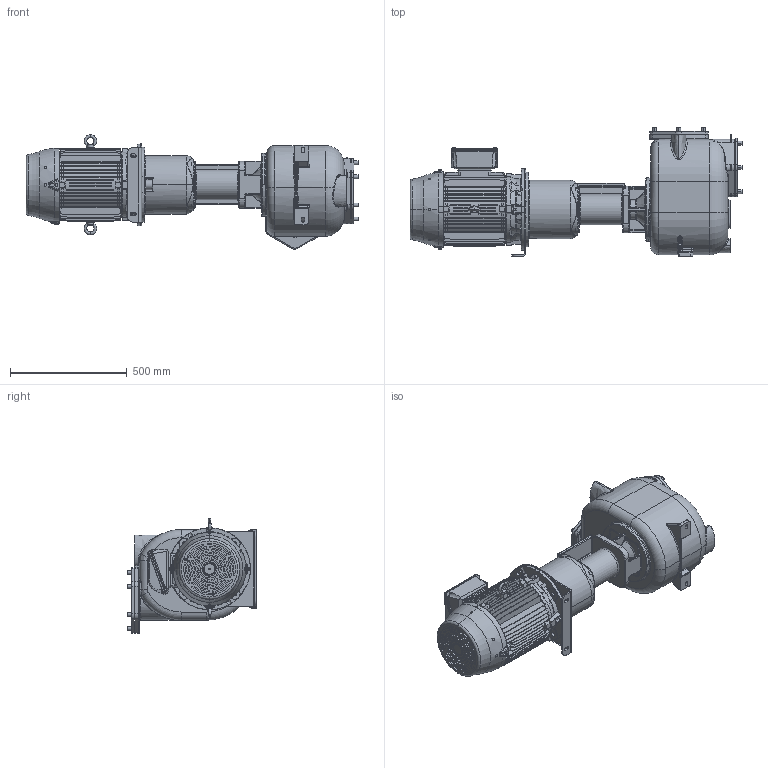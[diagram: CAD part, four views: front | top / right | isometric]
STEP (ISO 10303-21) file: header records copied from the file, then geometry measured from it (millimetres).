
FILE_DESCRIPTION((''),'2;1');
FILE_NAME('S150_BBT','2014-04-16T',('Amenduni'),(''),'PRO/ENGINEER BY PARAMETRIC TECHNOLOGY CORPORATION, 2013410','PRO/ENGINEER BY PARAMETRIC TECHNOLOGY CORPORATION, 2013410','');
FILE_SCHEMA(('CONFIG_CONTROL_DESIGN'));
Products named in the file (1): S150_BBT
Bounding box: 1419.75 x 550 x 489.3 mm (x, y, z)
Volume: 100120166.4 mm3; surface area: 3398274.9 mm2
Topology: 2 solids, 3 shells, 2956 faces, 7661 edges, 4862 vertices
Faces by surface type: plane 1057, cylinder 910, cone 390, bspline 383, torus 171, sphere 33, extrusion 12
Entity records: 135720 total; most frequent: CARTESIAN_POINT 66582, ORIENTED_EDGE 15266, DIRECTION 13437, EDGE_CURVE 7633, AXIS2_PLACEMENT_3D 5253, VERTEX_POINT 4862, EDGE_LOOP 3183, FACE_OUTER_BOUND 2956
